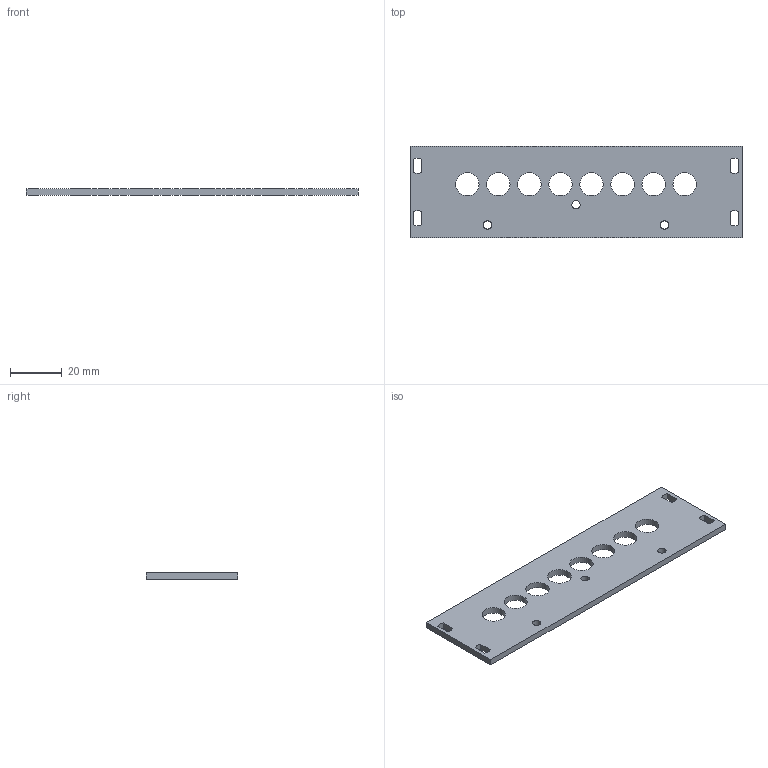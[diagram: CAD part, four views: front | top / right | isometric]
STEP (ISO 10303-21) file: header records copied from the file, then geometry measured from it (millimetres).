
FILE_DESCRIPTION(/* description */ (''),/* implementation_level */ '2;1');
FILE_NAME(/* name */ 'Frontplate_Dac8728_v11_7HP.stp',/* time_stamp */ '2023-03-06T12:17:54+01:00',/* author */ ('Baaij'),/* organization */ (''),/* preprocessor_version */ 'ST-DEVELOPER v18.1',/* originating_system */ 'Autodesk Inventor 2022',/* authorisation */ '');
FILE_SCHEMA (('AUTOMOTIVE_DESIGN { 1 0 10303 214 3 1 1 }'));
Length unit declared in the file: millimetre
Products named in the file (1): Frontplate_1.0
Bounding box: 128.4 x 35.22 x 2.5 mm (x, y, z)
Volume: 9793.9 mm3; surface area: 9460.9 mm2
Topology: 1 solids, 1 shells, 33 faces, 93 edges, 62 vertices
Faces by surface type: cylinder 19, plane 14
Full cylindrical faces by diameter (mm): 3.2 x3, 9 x8
Entity records: 1249 total; most frequent: CARTESIAN_POINT 214, DIRECTION 203, ORIENTED_EDGE 186, EDGE_CURVE 93, AXIS2_PLACEMENT_3D 74, EDGE_LOOP 63, VERTEX_POINT 62, LINE 55
